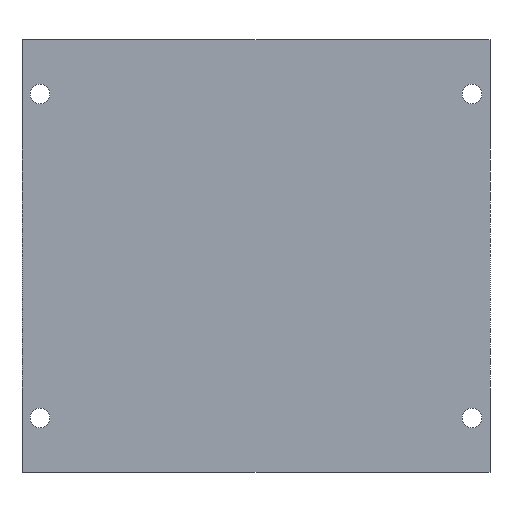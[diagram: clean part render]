
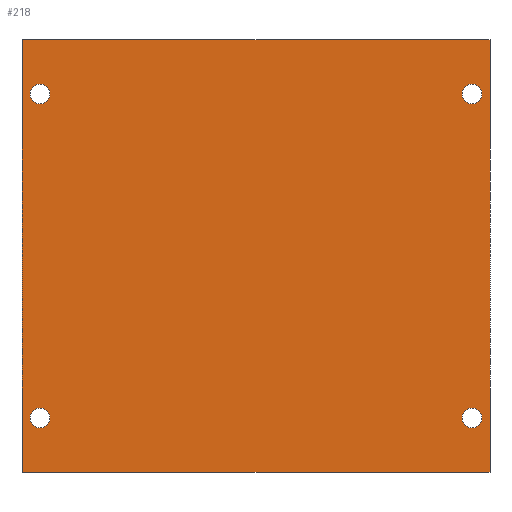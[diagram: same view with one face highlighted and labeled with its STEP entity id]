
A CAD part, front view. The second image highlights one B-rep face of the part: STEP entity #218.
In plain terms, the highlighted planar face has unit normal (0, -1, 0).
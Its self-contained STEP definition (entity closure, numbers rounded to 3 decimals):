
#218=ADVANCED_FACE('',(#384,#385,#386,#387,#388),#316,.F.);
#316=PLANE('',#1997);
#384=FACE_BOUND('',#454,.T.);
#385=FACE_BOUND('',#455,.T.);
#386=FACE_BOUND('',#456,.T.);
#387=FACE_BOUND('',#457,.T.);
#388=FACE_BOUND('',#458,.T.);
#454=EDGE_LOOP('',(#831));
#455=EDGE_LOOP('',(#832));
#456=EDGE_LOOP('',(#833));
#457=EDGE_LOOP('',(#834));
#458=EDGE_LOOP('',(#835,#836,#837,#838));
#563=CIRCLE('',#1993,2.75);
#564=CIRCLE('',#1994,2.75);
#565=CIRCLE('',#1995,2.75);
#566=CIRCLE('',#1996,2.75);
#831=ORIENTED_EDGE('',*,*,#1462,.F.);
#832=ORIENTED_EDGE('',*,*,#1463,.F.);
#833=ORIENTED_EDGE('',*,*,#1464,.F.);
#834=ORIENTED_EDGE('',*,*,#1465,.F.);
#835=ORIENTED_EDGE('',*,*,#1299,.T.);
#836=ORIENTED_EDGE('',*,*,#1461,.F.);
#837=ORIENTED_EDGE('',*,*,#1376,.F.);
#838=ORIENTED_EDGE('',*,*,#1459,.T.);
#1123=VERTEX_POINT('',#2643);
#1124=VERTEX_POINT('',#2645);
#1200=VERTEX_POINT('',#2798);
#1201=VERTEX_POINT('',#2800);
#1243=VERTEX_POINT('',#2952);
#1244=VERTEX_POINT('',#2954);
#1245=VERTEX_POINT('',#2956);
#1246=VERTEX_POINT('',#2958);
#1299=EDGE_CURVE('',#1124,#1123,#1550,.T.);
#1376=EDGE_CURVE('',#1200,#1201,#1619,.T.);
#1459=EDGE_CURVE('',#1200,#1124,#1697,.T.);
#1461=EDGE_CURVE('',#1201,#1123,#1699,.T.);
#1462=EDGE_CURVE('',#1243,#1243,#563,.T.);
#1463=EDGE_CURVE('',#1244,#1244,#564,.T.);
#1464=EDGE_CURVE('',#1245,#1245,#565,.T.);
#1465=EDGE_CURVE('',#1246,#1246,#566,.T.);
#1550=LINE('',#2644,#1770);
#1619=LINE('',#2799,#1839);
#1697=LINE('',#2946,#1917);
#1699=LINE('',#2949,#1919);
#1770=VECTOR('',#2125,1.);
#1839=VECTOR('',#2212,1.);
#1917=VECTOR('',#2344,1.);
#1919=VECTOR('',#2348,1.);
#1993=AXIS2_PLACEMENT_3D('',#2951,#2351,#2352);
#1994=AXIS2_PLACEMENT_3D('',#2953,#2353,#2354);
#1995=AXIS2_PLACEMENT_3D('',#2955,#2355,#2356);
#1996=AXIS2_PLACEMENT_3D('',#2957,#2357,#2358);
#1997=AXIS2_PLACEMENT_3D('',#2959,#2359,#2360);
#2125=DIRECTION('',(1.,0.,0.));
#2212=DIRECTION('',(1.,0.,0.));
#2344=DIRECTION('',(0.,0.,-1.));
#2348=DIRECTION('',(0.,0.,-1.));
#2351=DIRECTION('',(0.,-1.,0.));
#2352=DIRECTION('',(-1.,0.,0.));
#2353=DIRECTION('',(0.,-1.,0.));
#2354=DIRECTION('',(-1.,0.,0.));
#2355=DIRECTION('',(0.,-1.,0.));
#2356=DIRECTION('',(-1.,0.,0.));
#2357=DIRECTION('',(0.,-1.,0.));
#2358=DIRECTION('',(-1.,0.,0.));
#2359=DIRECTION('',(0.,1.,0.));
#2360=DIRECTION('',(0.,0.,1.));
#2643=CARTESIAN_POINT('',(290.4,51.,0.));
#2644=CARTESIAN_POINT('',(160.4,51.,0.));
#2645=CARTESIAN_POINT('',(160.4,51.,0.));
#2798=CARTESIAN_POINT('',(160.4,51.,120.));
#2799=CARTESIAN_POINT('',(160.4,51.,120.));
#2800=CARTESIAN_POINT('',(290.4,51.,120.));
#2946=CARTESIAN_POINT('',(160.4,51.,80.));
#2949=CARTESIAN_POINT('',(290.4,51.,80.));
#2951=CARTESIAN_POINT('',(285.4,51.,15.));
#2952=CARTESIAN_POINT('',(282.65,51.,15.));
#2953=CARTESIAN_POINT('',(165.4,51.,15.));
#2954=CARTESIAN_POINT('',(162.65,51.,15.));
#2955=CARTESIAN_POINT('',(165.4,51.,105.));
#2956=CARTESIAN_POINT('',(162.65,51.,105.));
#2957=CARTESIAN_POINT('',(285.4,51.,105.));
#2958=CARTESIAN_POINT('',(282.65,51.,105.));
#2959=CARTESIAN_POINT('',(160.4,51.,80.));
